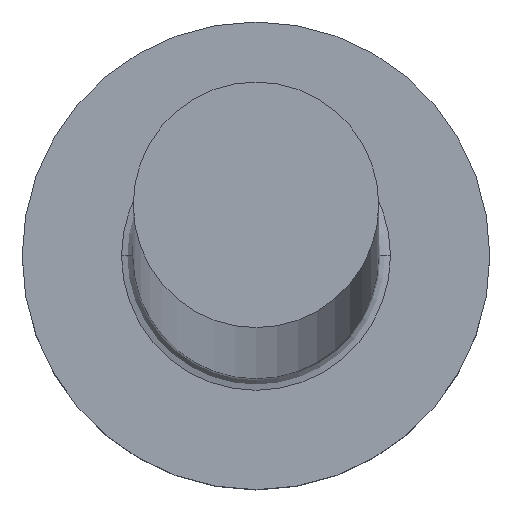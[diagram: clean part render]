
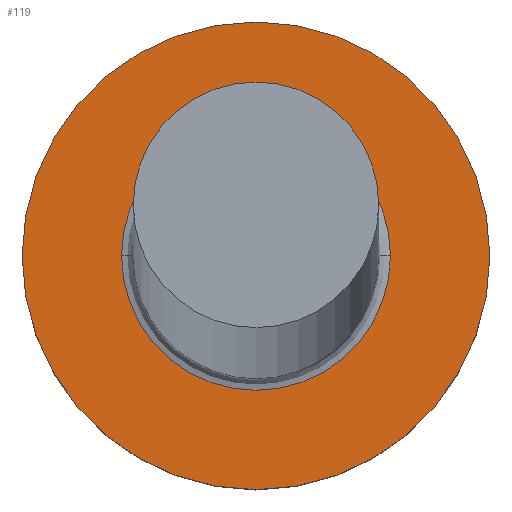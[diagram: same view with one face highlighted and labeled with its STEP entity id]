
A CAD part, top view. The second image highlights one B-rep face of the part: STEP entity #119.
In plain terms, the highlighted planar face has unit normal (0, 0, 1).
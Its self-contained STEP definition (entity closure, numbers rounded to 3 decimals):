
#4 = AXIS2_PLACEMENT_3D ( 'NONE', #232, #253, #181 ) ;
#6 = EDGE_LOOP ( 'NONE', ( #140, #71 ) ) ;
#13 = FACE_BOUND ( 'NONE', #6, .T. ) ;
#27 = EDGE_CURVE ( 'NONE', #231, #104, #225, .T. ) ;
#37 = DIRECTION ( 'NONE',  ( 1., 0., 0. ) ) ;
#38 = DIRECTION ( 'NONE',  ( 1., 0., 0. ) ) ;
#41 = CIRCLE ( 'NONE', #4, 4. ) ;
#55 = ORIENTED_EDGE ( 'NONE', *, *, #197, .T. ) ;
#57 = CARTESIAN_POINT ( 'NONE',  ( 0., 0., 3. ) ) ;
#71 = ORIENTED_EDGE ( 'NONE', *, *, #155, .T. ) ;
#76 = VERTEX_POINT ( 'NONE', #174 ) ;
#86 = CIRCLE ( 'NONE', #201, 2.3 ) ;
#88 = DIRECTION ( 'NONE',  ( 0., 0., 1. ) ) ;
#94 = AXIS2_PLACEMENT_3D ( 'NONE', #57, #156, #38 ) ;
#100 = VERTEX_POINT ( 'NONE', #216 ) ;
#104 = VERTEX_POINT ( 'NONE', #242 ) ;
#109 = CARTESIAN_POINT ( 'NONE',  ( 0., 0., 3. ) ) ;
#119 = ADVANCED_FACE ( 'NONE', ( #13, #192 ), #244, .T. ) ;
#122 = EDGE_LOOP ( 'NONE', ( #204, #55 ) ) ;
#137 = CARTESIAN_POINT ( 'NONE',  ( 0., 0., 3. ) ) ;
#140 = ORIENTED_EDGE ( 'NONE', *, *, #27, .T. ) ;
#155 = EDGE_CURVE ( 'NONE', #104, #231, #86, .T. ) ;
#156 = DIRECTION ( 'NONE',  ( 0., 0., -1. ) ) ;
#157 = CARTESIAN_POINT ( 'NONE',  ( 0., 0., 3. ) ) ;
#174 = CARTESIAN_POINT ( 'NONE',  ( -4., 0., 3. ) ) ;
#181 = DIRECTION ( 'NONE',  ( 1., 0., 0. ) ) ;
#186 = AXIS2_PLACEMENT_3D ( 'NONE', #109, #88, #301 ) ;
#192 = FACE_OUTER_BOUND ( 'NONE', #122, .T. ) ;
#197 = EDGE_CURVE ( 'NONE', #100, #76, #41, .T. ) ;
#198 = DIRECTION ( 'NONE',  ( 0., 0., -1. ) ) ;
#201 = AXIS2_PLACEMENT_3D ( 'NONE', #137, #198, #282 ) ;
#204 = ORIENTED_EDGE ( 'NONE', *, *, #264, .T. ) ;
#205 = CARTESIAN_POINT ( 'NONE',  ( 2.3, 0., 3. ) ) ;
#216 = CARTESIAN_POINT ( 'NONE',  ( 4., 0., 3. ) ) ;
#225 = CIRCLE ( 'NONE', #94, 2.3 ) ;
#231 = VERTEX_POINT ( 'NONE', #205 ) ;
#232 = CARTESIAN_POINT ( 'NONE',  ( 0., 0., 3. ) ) ;
#242 = CARTESIAN_POINT ( 'NONE',  ( -2.3, 0., 3. ) ) ;
#244 = PLANE ( 'NONE',  #266 ) ;
#247 = DIRECTION ( 'NONE',  ( 0., 0., 1. ) ) ;
#253 = DIRECTION ( 'NONE',  ( 0., 0., 1. ) ) ;
#264 = EDGE_CURVE ( 'NONE', #76, #100, #276, .T. ) ;
#266 = AXIS2_PLACEMENT_3D ( 'NONE', #157, #247, #37 ) ;
#276 = CIRCLE ( 'NONE', #186, 4. ) ;
#282 = DIRECTION ( 'NONE',  ( 1., 0., 0. ) ) ;
#301 = DIRECTION ( 'NONE',  ( 1., 0., 0. ) ) ;
